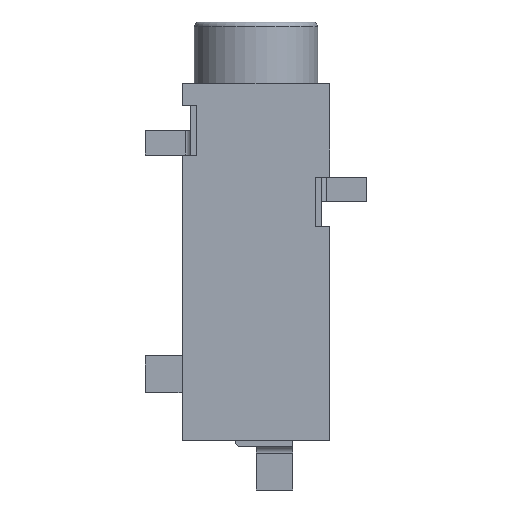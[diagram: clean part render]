
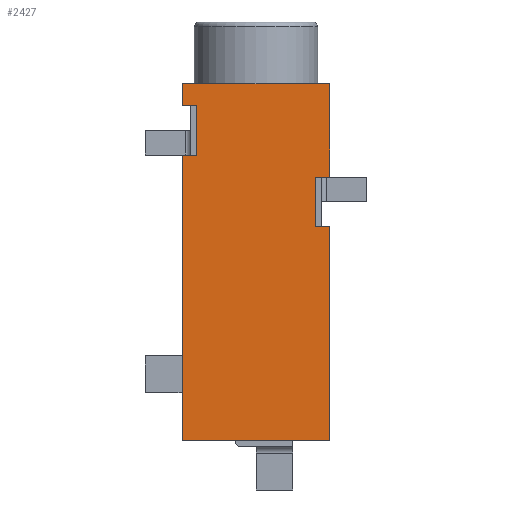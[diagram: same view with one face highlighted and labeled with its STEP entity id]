
A CAD part, front view. The second image highlights one B-rep face of the part: STEP entity #2427.
In plain terms, the highlighted planar face has unit normal (0, -1, 0).
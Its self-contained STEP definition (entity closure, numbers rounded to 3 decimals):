
#4 = VECTOR ( 'NONE', #845, 1000. ) ;
#46 = DIRECTION ( 'NONE',  ( 0., 0., -1. ) ) ;
#57 = LINE ( 'NONE', #3383, #4 ) ;
#66 = DIRECTION ( 'NONE',  ( 0., 0., -1. ) ) ;
#84 = ORIENTED_EDGE ( 'NONE', *, *, #1589, .T. ) ;
#164 = DIRECTION ( 'NONE',  ( 1., 0., 0. ) ) ;
#177 = CARTESIAN_POINT ( 'NONE',  ( 3., -2.5, 3.45 ) ) ;
#278 = EDGE_CURVE ( 'NONE', #733, #3079, #3707, .T. ) ;
#285 = DIRECTION ( 'NONE',  ( 0., 1., 0. ) ) ;
#291 = ORIENTED_EDGE ( 'NONE', *, *, #693, .T. ) ;
#309 = CARTESIAN_POINT ( 'NONE',  ( -3., -2.5, 4.35 ) ) ;
#312 = LINE ( 'NONE', #2807, #2584 ) ;
#324 = ORIENTED_EDGE ( 'NONE', *, *, #2542, .T. ) ;
#326 = CARTESIAN_POINT ( 'NONE',  ( -3., -2.5, -7.25 ) ) ;
#346 = CARTESIAN_POINT ( 'NONE',  ( -2.4, -2.5, 4.35 ) ) ;
#361 = LINE ( 'NONE', #1083, #3585 ) ;
#382 = EDGE_CURVE ( 'NONE', #3207, #616, #2338, .T. ) ;
#437 = DIRECTION ( 'NONE',  ( 0., 0., 1. ) ) ;
#452 = CARTESIAN_POINT ( 'NONE',  ( 3., -2.5, -7.25 ) ) ;
#616 = VERTEX_POINT ( 'NONE', #2790 ) ;
#668 = LINE ( 'NONE', #1104, #2171 ) ;
#675 = CARTESIAN_POINT ( 'NONE',  ( -3., -2.5, 7.25 ) ) ;
#693 = EDGE_CURVE ( 'NONE', #1162, #1876, #361, .T. ) ;
#733 = VERTEX_POINT ( 'NONE', #2286 ) ;
#744 = DIRECTION ( 'NONE',  ( 1., 0., 0. ) ) ;
#786 = EDGE_CURVE ( 'NONE', #1568, #1113, #57, .T. ) ;
#845 = DIRECTION ( 'NONE',  ( -1., 0., 0. ) ) ;
#913 = CARTESIAN_POINT ( 'NONE',  ( -3., -2.5, 7.25 ) ) ;
#924 = CARTESIAN_POINT ( 'NONE',  ( 2.4, -2.5, 1.44 ) ) ;
#966 = DIRECTION ( 'NONE',  ( 0., 0., -1. ) ) ;
#1083 = CARTESIAN_POINT ( 'NONE',  ( 2.4, -2.5, 3.45 ) ) ;
#1104 = CARTESIAN_POINT ( 'NONE',  ( -3., -2.5, -7.25 ) ) ;
#1113 = VERTEX_POINT ( 'NONE', #309 ) ;
#1138 = LINE ( 'NONE', #675, #3233 ) ;
#1141 = CARTESIAN_POINT ( 'NONE',  ( 3., -2.5, 3.45 ) ) ;
#1162 = VERTEX_POINT ( 'NONE', #924 ) ;
#1377 = VERTEX_POINT ( 'NONE', #452 ) ;
#1384 = VECTOR ( 'NONE', #3479, 1000. ) ;
#1401 = VECTOR ( 'NONE', #66, 1000. ) ;
#1461 = VECTOR ( 'NONE', #2049, 1000. ) ;
#1465 = ORIENTED_EDGE ( 'NONE', *, *, #3419, .T. ) ;
#1568 = VERTEX_POINT ( 'NONE', #346 ) ;
#1578 = ORIENTED_EDGE ( 'NONE', *, *, #1615, .T. ) ;
#1589 = EDGE_CURVE ( 'NONE', #1113, #1930, #2267, .T. ) ;
#1599 = CARTESIAN_POINT ( 'NONE',  ( 3., -2.5, 1.44 ) ) ;
#1615 = EDGE_CURVE ( 'NONE', #616, #1568, #3988, .T. ) ;
#1664 = FACE_OUTER_BOUND ( 'NONE', #2005, .T. ) ;
#1686 = CARTESIAN_POINT ( 'NONE',  ( 0., -2.5, 7.25 ) ) ;
#1745 = ORIENTED_EDGE ( 'NONE', *, *, #786, .T. ) ;
#1876 = VERTEX_POINT ( 'NONE', #3652 ) ;
#1892 = CARTESIAN_POINT ( 'NONE',  ( -3., -2.5, 7.25 ) ) ;
#1896 = VECTOR ( 'NONE', #3815, 1000. ) ;
#1930 = VERTEX_POINT ( 'NONE', #326 ) ;
#2005 = EDGE_LOOP ( 'NONE', ( #1578, #1745, #84, #1465, #3981, #3603, #291, #324, #3550, #2862, #3826, #2448, #2857 ) ) ;
#2019 = VERTEX_POINT ( 'NONE', #1686 ) ;
#2049 = DIRECTION ( 'NONE',  ( 0., 0., -1. ) ) ;
#2151 = PLANE ( 'NONE',  #2418 ) ;
#2171 = VECTOR ( 'NONE', #3942, 1000. ) ;
#2180 = CARTESIAN_POINT ( 'NONE',  ( -2.4, -2.5, 6.35 ) ) ;
#2267 = LINE ( 'NONE', #1892, #1896 ) ;
#2284 = CARTESIAN_POINT ( 'NONE',  ( -3., -2.5, 7.25 ) ) ;
#2286 = CARTESIAN_POINT ( 'NONE',  ( 3., -2.5, 7.25 ) ) ;
#2338 = LINE ( 'NONE', #3557, #2936 ) ;
#2342 = DIRECTION ( 'NONE',  ( 1., 0., 0. ) ) ;
#2418 = AXIS2_PLACEMENT_3D ( 'NONE', #913, #285, #2465 ) ;
#2427 = ADVANCED_FACE ( 'NONE', ( #1664 ), #2151, .F. ) ;
#2448 = ORIENTED_EDGE ( 'NONE', *, *, #3230, .T. ) ;
#2465 = DIRECTION ( 'NONE',  ( 0., 0., 1. ) ) ;
#2531 = CARTESIAN_POINT ( 'NONE',  ( -3., -2.5, 7.25 ) ) ;
#2542 = EDGE_CURVE ( 'NONE', #1876, #3079, #3722, .T. ) ;
#2581 = EDGE_CURVE ( 'NONE', #3977, #1377, #2761, .T. ) ;
#2584 = VECTOR ( 'NONE', #2823, 1000. ) ;
#2761 = LINE ( 'NONE', #3979, #1461 ) ;
#2790 = CARTESIAN_POINT ( 'NONE',  ( -2.4, -2.5, 6.35 ) ) ;
#2807 = CARTESIAN_POINT ( 'NONE',  ( -3., -2.5, 7.25 ) ) ;
#2823 = DIRECTION ( 'NONE',  ( 1., 0., 0. ) ) ;
#2851 = CARTESIAN_POINT ( 'NONE',  ( 3., -2.5, 7.25 ) ) ;
#2857 = ORIENTED_EDGE ( 'NONE', *, *, #382, .T. ) ;
#2862 = ORIENTED_EDGE ( 'NONE', *, *, #3429, .F. ) ;
#2936 = VECTOR ( 'NONE', #744, 1000. ) ;
#3011 = VECTOR ( 'NONE', #2342, 1000. ) ;
#3041 = LINE ( 'NONE', #3817, #1384 ) ;
#3079 = VERTEX_POINT ( 'NONE', #1141 ) ;
#3207 = VERTEX_POINT ( 'NONE', #3825 ) ;
#3230 = EDGE_CURVE ( 'NONE', #3944, #3207, #1138, .T. ) ;
#3233 = VECTOR ( 'NONE', #966, 1000. ) ;
#3261 = VECTOR ( 'NONE', #164, 1000. ) ;
#3383 = CARTESIAN_POINT ( 'NONE',  ( -3., -2.5, 4.35 ) ) ;
#3419 = EDGE_CURVE ( 'NONE', #1930, #1377, #668, .T. ) ;
#3429 = EDGE_CURVE ( 'NONE', #2019, #733, #3559, .T. ) ;
#3479 = DIRECTION ( 'NONE',  ( -1., 0., 0. ) ) ;
#3550 = ORIENTED_EDGE ( 'NONE', *, *, #278, .F. ) ;
#3557 = CARTESIAN_POINT ( 'NONE',  ( -3., -2.5, 6.35 ) ) ;
#3559 = LINE ( 'NONE', #2284, #3261 ) ;
#3585 = VECTOR ( 'NONE', #437, 1000. ) ;
#3603 = ORIENTED_EDGE ( 'NONE', *, *, #3920, .T. ) ;
#3652 = CARTESIAN_POINT ( 'NONE',  ( 2.4, -2.5, 3.45 ) ) ;
#3707 = LINE ( 'NONE', #2851, #1401 ) ;
#3722 = LINE ( 'NONE', #177, #3011 ) ;
#3815 = DIRECTION ( 'NONE',  ( 0., 0., -1. ) ) ;
#3817 = CARTESIAN_POINT ( 'NONE',  ( 3., -2.5, 1.44 ) ) ;
#3825 = CARTESIAN_POINT ( 'NONE',  ( -3., -2.5, 6.35 ) ) ;
#3826 = ORIENTED_EDGE ( 'NONE', *, *, #3965, .F. ) ;
#3920 = EDGE_CURVE ( 'NONE', #3977, #1162, #3041, .T. ) ;
#3939 = VECTOR ( 'NONE', #46, 1000. ) ;
#3942 = DIRECTION ( 'NONE',  ( 1., 0., 0. ) ) ;
#3944 = VERTEX_POINT ( 'NONE', #2531 ) ;
#3965 = EDGE_CURVE ( 'NONE', #3944, #2019, #312, .T. ) ;
#3977 = VERTEX_POINT ( 'NONE', #1599 ) ;
#3979 = CARTESIAN_POINT ( 'NONE',  ( 3., -2.5, 7.25 ) ) ;
#3981 = ORIENTED_EDGE ( 'NONE', *, *, #2581, .F. ) ;
#3988 = LINE ( 'NONE', #2180, #3939 ) ;
